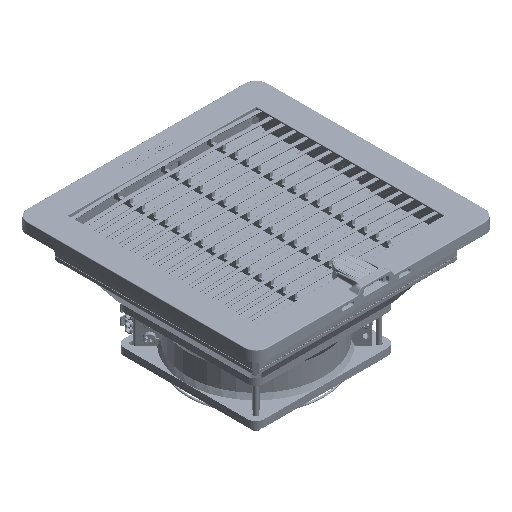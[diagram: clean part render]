
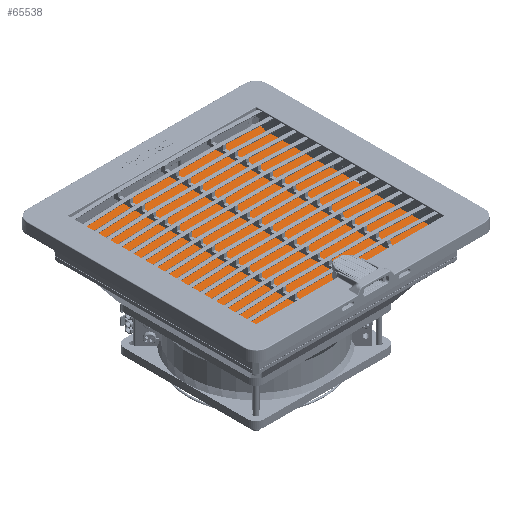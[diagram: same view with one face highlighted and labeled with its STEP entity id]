
A CAD part, isometric view. The second image highlights one B-rep face of the part: STEP entity #65538.
In plain terms, the highlighted planar face has unit normal (0, 0, 1).
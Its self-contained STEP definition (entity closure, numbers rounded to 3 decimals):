
#9893 = VERTEX_POINT ( 'NONE', #99419 ) ;
#15925 = AXIS2_PLACEMENT_3D ( 'NONE', #157135, #269351, #135644 ) ;
#27222 = DIRECTION ( 'NONE',  ( 0., 1., 0. ) ) ;
#29676 = ORIENTED_EDGE ( 'NONE', *, *, #100913, .T. ) ;
#30019 = CARTESIAN_POINT ( 'NONE',  ( -81.081, 81.081, 10. ) ) ;
#30420 = EDGE_CURVE ( 'NONE', #9893, #200815, #61727, .T. ) ;
#32137 = CARTESIAN_POINT ( 'NONE',  ( 81.081, 81.081, 10. ) ) ;
#32658 = DIRECTION ( 'NONE',  ( 0., -1., 0. ) ) ;
#50330 = LINE ( 'NONE', #209393, #221470 ) ;
#60538 = LINE ( 'NONE', #206528, #158211 ) ;
#61727 = LINE ( 'NONE', #116959, #121102 ) ;
#64627 = EDGE_CURVE ( 'NONE', #182732, #9893, #60538, .T. ) ;
#65538 = ADVANCED_FACE ( 'NONE', ( #150961 ), #113209, .F. ) ;
#68776 = ORIENTED_EDGE ( 'NONE', *, *, #64627, .T. ) ;
#70413 = EDGE_LOOP ( 'NONE', ( #207728, #163156, #29676, #68776 ) ) ;
#87352 = VERTEX_POINT ( 'NONE', #30019 ) ;
#99419 = CARTESIAN_POINT ( 'NONE',  ( 81.081, -81.081, 10. ) ) ;
#100913 = EDGE_CURVE ( 'NONE', #87352, #182732, #50330, .T. ) ;
#113209 = PLANE ( 'NONE',  #15925 ) ;
#116959 = CARTESIAN_POINT ( 'NONE',  ( 81.081, -81.081, 10. ) ) ;
#117677 = DIRECTION ( 'NONE',  ( 1., 0., 0. ) ) ;
#121102 = VECTOR ( 'NONE', #27222, 1000. ) ;
#121228 = EDGE_CURVE ( 'NONE', #200815, #87352, #179147, .T. ) ;
#135644 = DIRECTION ( 'NONE',  ( -1., 0., 0. ) ) ;
#150961 = FACE_OUTER_BOUND ( 'NONE', #70413, .T. ) ;
#157135 = CARTESIAN_POINT ( 'NONE',  ( 0., 0., 10. ) ) ;
#158211 = VECTOR ( 'NONE', #117677, 1000. ) ;
#163156 = ORIENTED_EDGE ( 'NONE', *, *, #121228, .T. ) ;
#179147 = LINE ( 'NONE', #233522, #238547 ) ;
#182732 = VERTEX_POINT ( 'NONE', #187192 ) ;
#187192 = CARTESIAN_POINT ( 'NONE',  ( -81.081, -81.081, 10. ) ) ;
#200815 = VERTEX_POINT ( 'NONE', #32137 ) ;
#206528 = CARTESIAN_POINT ( 'NONE',  ( -81.081, -81.081, 10. ) ) ;
#207728 = ORIENTED_EDGE ( 'NONE', *, *, #30420, .T. ) ;
#209393 = CARTESIAN_POINT ( 'NONE',  ( -81.081, -81.081, 10. ) ) ;
#221470 = VECTOR ( 'NONE', #32658, 1000. ) ;
#233522 = CARTESIAN_POINT ( 'NONE',  ( -81.081, 81.081, 10. ) ) ;
#238547 = VECTOR ( 'NONE', #278312, 1000. ) ;
#269351 = DIRECTION ( 'NONE',  ( 0., 0., -1. ) ) ;
#278312 = DIRECTION ( 'NONE',  ( -1., 0., 0. ) ) ;
